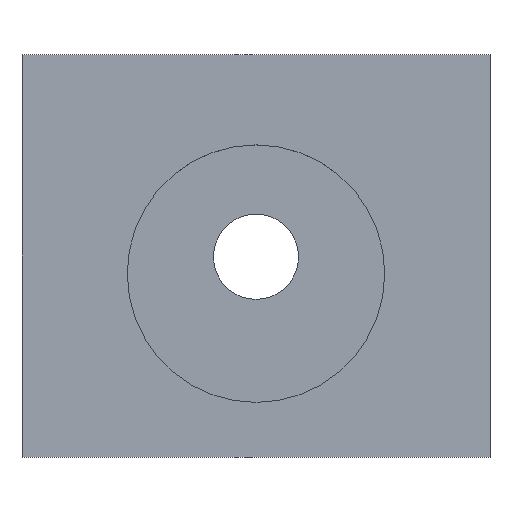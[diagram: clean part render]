
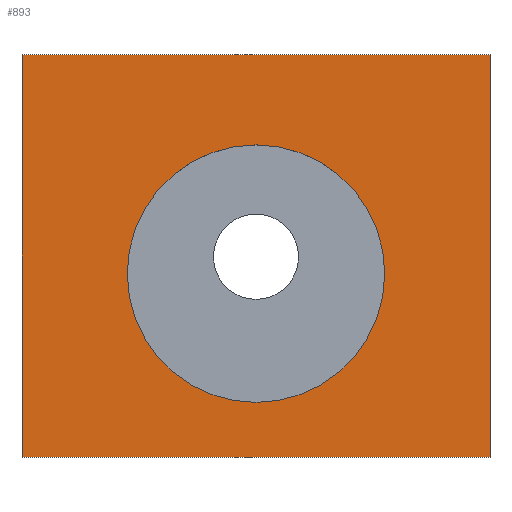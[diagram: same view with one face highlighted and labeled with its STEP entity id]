
A CAD part, top view. The second image highlights one B-rep face of the part: STEP entity #893.
In plain terms, the highlighted planar face has unit normal (0, 0, 1).
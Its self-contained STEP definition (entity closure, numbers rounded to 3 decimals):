
#13 = DIRECTION ( 'NONE',  ( -1., 0., 0. ) ) ;
#35 = ORIENTED_EDGE ( 'NONE', *, *, #232, .F. ) ;
#39 = ORIENTED_EDGE ( 'NONE', *, *, #108, .F. ) ;
#94 = AXIS2_PLACEMENT_3D ( 'NONE', #389, #277, #1234 ) ;
#104 = VERTEX_POINT ( 'NONE', #1314 ) ;
#108 = EDGE_CURVE ( 'NONE', #282, #184, #1075, .T. ) ;
#163 = DIRECTION ( 'NONE',  ( 0., 1., 0. ) ) ;
#184 = VERTEX_POINT ( 'NONE', #369 ) ;
#191 = CARTESIAN_POINT ( 'NONE',  ( -22., 19.5, 0. ) ) ;
#198 = LINE ( 'NONE', #599, #1020 ) ;
#222 = VECTOR ( 'NONE', #13, 1000. ) ;
#232 = EDGE_CURVE ( 'NONE', #304, #299, #198, .T. ) ;
#253 = CARTESIAN_POINT ( 'NONE',  ( 0., -1.091, 0. ) ) ;
#267 = CARTESIAN_POINT ( 'NONE',  ( 22., 19.5, 0. ) ) ;
#268 = VERTEX_POINT ( 'NONE', #374 ) ;
#277 = DIRECTION ( 'NONE',  ( 0., 0., 1. ) ) ;
#282 = VERTEX_POINT ( 'NONE', #267 ) ;
#299 = VERTEX_POINT ( 'NONE', #191 ) ;
#304 = VERTEX_POINT ( 'NONE', #624 ) ;
#361 = VECTOR ( 'NONE', #998, 1000. ) ;
#369 = CARTESIAN_POINT ( 'NONE',  ( 22., -18.366, 0. ) ) ;
#374 = CARTESIAN_POINT ( 'NONE',  ( 12.105, -1.091, 0. ) ) ;
#389 = CARTESIAN_POINT ( 'NONE',  ( 22., -18.366, 0. ) ) ;
#409 = EDGE_CURVE ( 'NONE', #184, #304, #521, .T. ) ;
#413 = ORIENTED_EDGE ( 'NONE', *, *, #409, .F. ) ;
#428 = EDGE_CURVE ( 'NONE', #282, #299, #537, .T. ) ;
#438 = AXIS2_PLACEMENT_3D ( 'NONE', #591, #577, #453 ) ;
#453 = DIRECTION ( 'NONE',  ( 1., 0., 0. ) ) ;
#475 = DIRECTION ( 'NONE',  ( 0., 0., 1. ) ) ;
#521 = LINE ( 'NONE', #750, #222 ) ;
#537 = LINE ( 'NONE', #956, #751 ) ;
#564 = FACE_BOUND ( 'NONE', #1007, .T. ) ;
#577 = DIRECTION ( 'NONE',  ( 0., 0., 1. ) ) ;
#591 = CARTESIAN_POINT ( 'NONE',  ( 0., -1.091, 0. ) ) ;
#594 = PLANE ( 'NONE',  #94 ) ;
#599 = CARTESIAN_POINT ( 'NONE',  ( -22., -18.366, 0. ) ) ;
#624 = CARTESIAN_POINT ( 'NONE',  ( -22., -18.366, 0. ) ) ;
#658 = EDGE_CURVE ( 'NONE', #104, #268, #1351, .T. ) ;
#698 = CIRCLE ( 'NONE', #438, 12.105 ) ;
#750 = CARTESIAN_POINT ( 'NONE',  ( 22., -18.366, 0. ) ) ;
#751 = VECTOR ( 'NONE', #1176, 1000. ) ;
#879 = CARTESIAN_POINT ( 'NONE',  ( 22., 19.5, 0. ) ) ;
#886 = ORIENTED_EDGE ( 'NONE', *, *, #658, .F. ) ;
#887 = DIRECTION ( 'NONE',  ( 1., 0., 0. ) ) ;
#893 = ADVANCED_FACE ( 'NONE', ( #564, #1252 ), #594, .T. ) ;
#956 = CARTESIAN_POINT ( 'NONE',  ( 22., 19.5, 0. ) ) ;
#974 = ORIENTED_EDGE ( 'NONE', *, *, #1226, .F. ) ;
#998 = DIRECTION ( 'NONE',  ( 0., -1., 0. ) ) ;
#1007 = EDGE_LOOP ( 'NONE', ( #974, #886 ) ) ;
#1020 = VECTOR ( 'NONE', #163, 1000. ) ;
#1075 = LINE ( 'NONE', #879, #361 ) ;
#1093 = ORIENTED_EDGE ( 'NONE', *, *, #428, .T. ) ;
#1176 = DIRECTION ( 'NONE',  ( -1., 0., 0. ) ) ;
#1226 = EDGE_CURVE ( 'NONE', #268, #104, #698, .T. ) ;
#1234 = DIRECTION ( 'NONE',  ( 0., -1., 0. ) ) ;
#1252 = FACE_OUTER_BOUND ( 'NONE', #1308, .T. ) ;
#1269 = AXIS2_PLACEMENT_3D ( 'NONE', #253, #475, #887 ) ;
#1308 = EDGE_LOOP ( 'NONE', ( #35, #413, #39, #1093 ) ) ;
#1314 = CARTESIAN_POINT ( 'NONE',  ( -12.105, -1.091, 0. ) ) ;
#1351 = CIRCLE ( 'NONE', #1269, 12.105 ) ;
